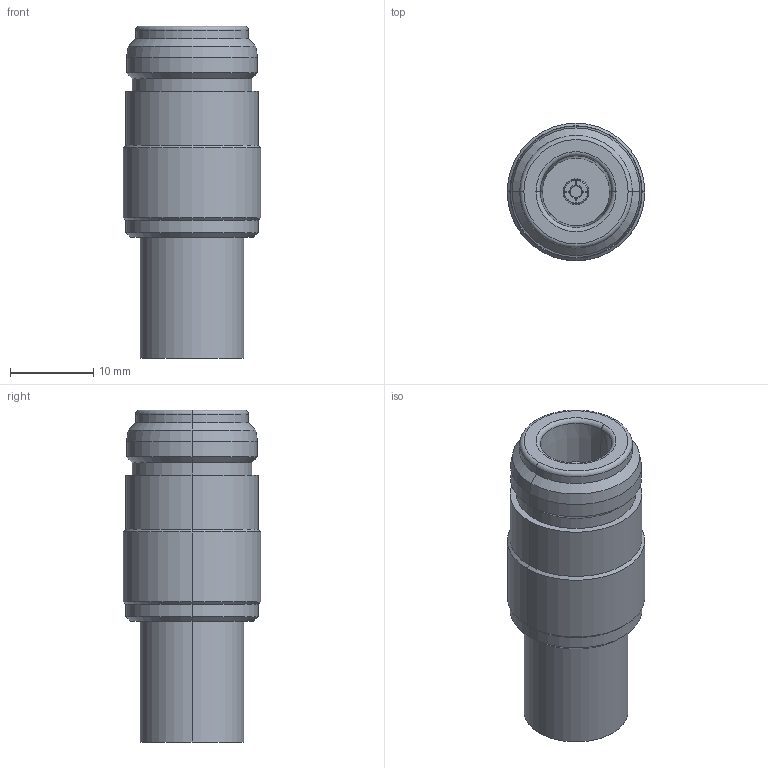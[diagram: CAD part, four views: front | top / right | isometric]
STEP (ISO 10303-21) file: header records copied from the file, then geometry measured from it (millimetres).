
FILE_DESCRIPTION (( 'STEP AP214' ), '1' );
FILE_NAME ('J01021A0145.STEP', '2014-11-28T14:14:54', ( '' ), ( '' ), 'SwSTEP 2.0', 'SolidWorks 2014', '' );
FILE_SCHEMA (( 'AUTOMOTIVE_DESIGN' ));
Length unit declared in the file: millimetre
Products named in the file (1): J01021A0145
Bounding box: 16.5 x 16.5 x 39.8 mm (x, y, z)
Volume: 5320.3 mm3; surface area: 3657.8 mm2
Topology: 1 solids, 2 shells, 93 faces, 208 edges, 128 vertices
Faces by surface type: cylinder 36, cone 28, plane 25, torus 4
Entity records: 3609 total; most frequent: CARTESIAN_POINT 502, DIRECTION 464, ORIENTED_EDGE 416, EDGE_CURVE 208, AXIS2_PLACEMENT_3D 186, VERTEX_POINT 128, EDGE_LOOP 104, FACE_OUTER_BOUND 93
